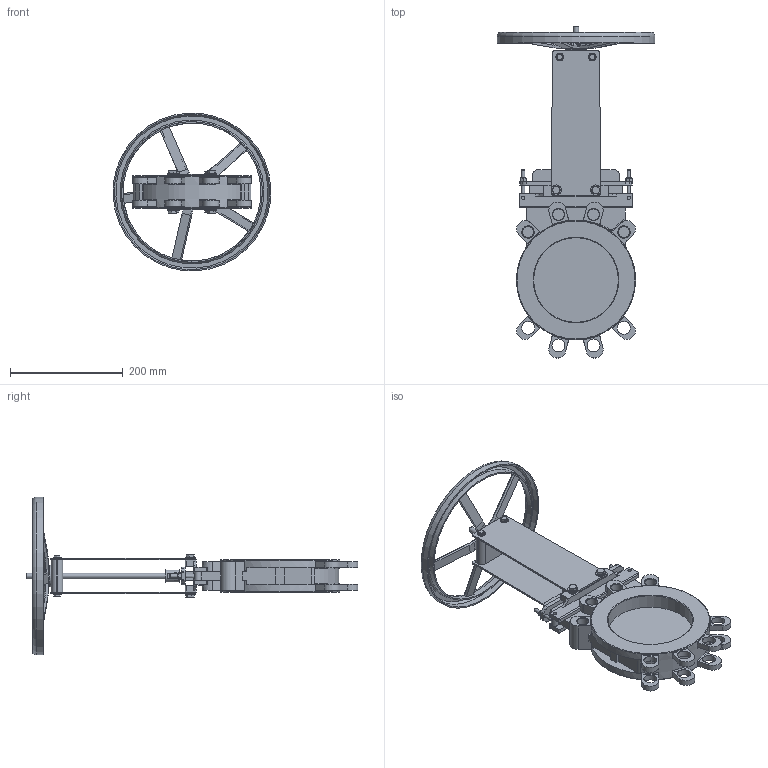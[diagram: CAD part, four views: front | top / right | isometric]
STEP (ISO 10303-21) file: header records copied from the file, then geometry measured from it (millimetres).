
FILE_DESCRIPTION(/* description */ (''),/* implementation_level */ '2;1');
FILE_NAME(/* name */ 'DN150_3D_STEP.stp',/* time_stamp */ '2025-12-01T07:54:24+03:00',/* author */ ('igorr'),/* organization */ (''),/* preprocessor_version */ 'ST-DEVELOPER v20',/* originating_system */ 'Autodesk Inventor 2025',/* authorisation */ '');
FILE_SCHEMA (('AUTOMOTIVE_DESIGN { 1 0 10303 214 3 1 1 }'));
Length unit declared in the file: millimetre
Products named in the file (11): Сборка; Деталь; Деталь1; AS 1110 - M4 x 8; ANSI B18.2.4.2M - M6x1; ANSI B18.2.4.2M - M10x1,5; AS 1237 - 8; AS 1237 - 10; AS 1110 - M6 x 12; AS 1110 - M8 x 12; AS 1110 - M8 x 16
Assembly tree (23 placements, depth 2):
  Сборка
    Деталь
    Деталь1
    AS 1110 - M4 x 8  x2
    ANSI B18.2.4.2M - M6x1  x2
    ANSI B18.2.4.2M - M10x1,5
    AS 1237 - 8  x4
    AS 1237 - 10  x4
    AS 1110 - M6 x 12  x4
    AS 1110 - M8 x 12  x3
    AS 1110 - M8 x 16
Bounding box: 279.55 x 588.09 x 279.55 mm (x, y, z)
Volume: 1951895.2 mm3; surface area: 490006 mm2
Topology: 23 solids, 23 shells, 996 faces, 2434 edges, 1527 vertices
Faces by surface type: plane 502, cylinder 218, cone 125, bspline 89, torus 62
Full cylindrical faces by diameter (mm): 4 x2, 4.917 x2, 6 x12, 7 x2, 8 x12, 8.376 x1, 8.4 x4, 10 x6, 10.5 x4, 12 x2, 13 x4, 14 x4, 18 x4, 18.667 x1, 20 x8, 21.421 x1, 23 x8, 23.333 x1, 30.333 x1, 35 x1, 38.195 x1, 150 x2, 211 x1, 244.525 x1, 249.191 x1, 275.333 x1, 280 x1
Entity records: 27705 total; most frequent: CARTESIAN_POINT 7474, ORIENTED_EDGE 4084, DIRECTION 3890, EDGE_CURVE 2042, AXIS2_PLACEMENT_3D 1453, VERTEX_POINT 1294, LINE 984, VECTOR 984
